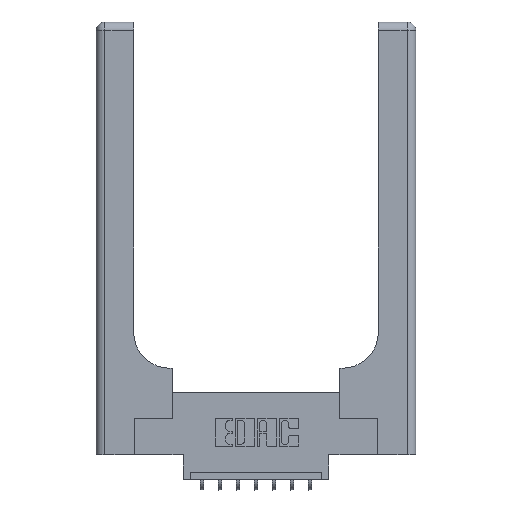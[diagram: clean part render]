
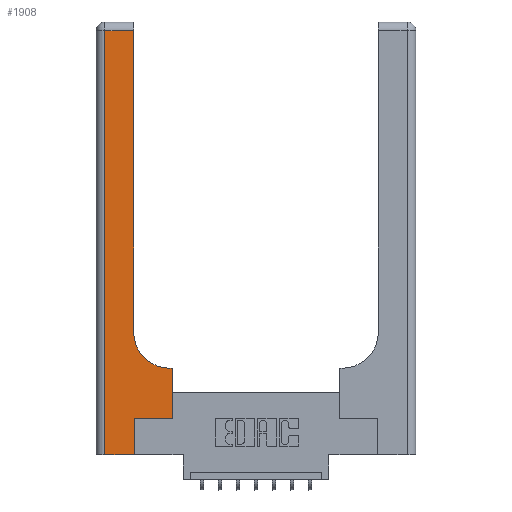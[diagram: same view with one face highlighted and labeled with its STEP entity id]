
A CAD part, top view. The second image highlights one B-rep face of the part: STEP entity #1908.
In plain terms, the highlighted planar face has unit normal (0, 0, 1).
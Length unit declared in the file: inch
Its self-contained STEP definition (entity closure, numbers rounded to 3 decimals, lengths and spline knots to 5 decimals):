
#36 = FACE_OUTER_BOUND ( 'NONE', #4059, .T. ) ;
#422 = ORIENTED_EDGE ( 'NONE', *, *, #10331, .T. ) ;
#428 = CARTESIAN_POINT ( 'NONE',  ( 0.51, 0.6, 0.37 ) ) ;
#536 = VECTOR ( 'NONE', #9056, 39.37008 ) ;
#666 = CARTESIAN_POINT ( 'NONE',  ( 0.265, 0., 0.37 ) ) ;
#696 = ORIENTED_EDGE ( 'NONE', *, *, #3134, .T. ) ;
#954 = CARTESIAN_POINT ( 'NONE',  ( 0., 3., 0.37 ) ) ;
#973 = CARTESIAN_POINT ( 'NONE',  ( 0.528, 0.25, 0.37 ) ) ;
#1376 = CARTESIAN_POINT ( 'NONE',  ( 0., 2.94, 0.37 ) ) ;
#1794 = VERTEX_POINT ( 'NONE', #11960 ) ;
#1874 = CARTESIAN_POINT ( 'NONE',  ( 0.51, 0.85, 0.37 ) ) ;
#1899 = VERTEX_POINT ( 'NONE', #3059 ) ;
#1908 = ADVANCED_FACE ( 'NONE', ( #36 ), #14423, .F. ) ;
#2337 = CARTESIAN_POINT ( 'NONE',  ( 0.06, 3., 0.37 ) ) ;
#2514 = VECTOR ( 'NONE', #7905, 39.37008 ) ;
#2555 = DIRECTION ( 'NONE',  ( -1., 0., 0. ) ) ;
#2571 = CARTESIAN_POINT ( 'NONE',  ( 0.26, 2.94, 0.37 ) ) ;
#2930 = EDGE_CURVE ( 'NONE', #5478, #8092, #9411, .T. ) ;
#3054 = DIRECTION ( 'NONE',  ( 1., 0., 0. ) ) ;
#3059 = CARTESIAN_POINT ( 'NONE',  ( 0.528, 0.25, 0.37 ) ) ;
#3134 = EDGE_CURVE ( 'NONE', #8092, #13078, #7341, .T. ) ;
#3192 = ORIENTED_EDGE ( 'NONE', *, *, #8450, .T. ) ;
#3444 = ORIENTED_EDGE ( 'NONE', *, *, #3593, .T. ) ;
#3488 = VECTOR ( 'NONE', #5134, 39.37008 ) ;
#3593 = EDGE_CURVE ( 'NONE', #13411, #11442, #7669, .T. ) ;
#3898 = VECTOR ( 'NONE', #5585, 39.37008 ) ;
#4033 = VERTEX_POINT ( 'NONE', #2571 ) ;
#4059 = EDGE_LOOP ( 'NONE', ( #422, #10320, #3192, #8273, #696, #13956, #9178, #9018, #3444 ) ) ;
#4261 = LINE ( 'NONE', #973, #3898 ) ;
#4728 = VECTOR ( 'NONE', #12090, 39.37008 ) ;
#5134 = DIRECTION ( 'NONE',  ( 1., 0., 0. ) ) ;
#5478 = VERTEX_POINT ( 'NONE', #10727 ) ;
#5527 = CARTESIAN_POINT ( 'NONE',  ( 0.265, 0.25, 0.37 ) ) ;
#5585 = DIRECTION ( 'NONE',  ( 0., 1., 0. ) ) ;
#6299 = AXIS2_PLACEMENT_3D ( 'NONE', #1874, #9747, #3054 ) ;
#6425 = DIRECTION ( 'NONE',  ( 0., 0., -1. ) ) ;
#6792 = VERTEX_POINT ( 'NONE', #9792 ) ;
#6827 = CARTESIAN_POINT ( 'NONE',  ( 0.265, 0.25, 0.37 ) ) ;
#6951 = AXIS2_PLACEMENT_3D ( 'NONE', #954, #6425, #10630 ) ;
#6996 = VECTOR ( 'NONE', #2555, 39.37008 ) ;
#7341 = LINE ( 'NONE', #10996, #4728 ) ;
#7669 = CIRCLE ( 'NONE', #6299, 0.25 ) ;
#7905 = DIRECTION ( 'NONE',  ( 1., 0., 0. ) ) ;
#7907 = EDGE_CURVE ( 'NONE', #4033, #1794, #12811, .T. ) ;
#8092 = VERTEX_POINT ( 'NONE', #666 ) ;
#8273 = ORIENTED_EDGE ( 'NONE', *, *, #2930, .T. ) ;
#8450 = EDGE_CURVE ( 'NONE', #1794, #5478, #12459, .T. ) ;
#9018 = ORIENTED_EDGE ( 'NONE', *, *, #14159, .T. ) ;
#9056 = DIRECTION ( 'NONE',  ( 0., -1., 0. ) ) ;
#9178 = ORIENTED_EDGE ( 'NONE', *, *, #11856, .T. ) ;
#9201 = CARTESIAN_POINT ( 'NONE',  ( 0.26, 3., 0.37 ) ) ;
#9411 = LINE ( 'NONE', #13922, #3488 ) ;
#9714 = CARTESIAN_POINT ( 'NONE',  ( 0.26, 0.6, 0.37 ) ) ;
#9747 = DIRECTION ( 'NONE',  ( 0., 0., -1. ) ) ;
#9792 = CARTESIAN_POINT ( 'NONE',  ( 0.528, 0.6, 0.37 ) ) ;
#9864 = VECTOR ( 'NONE', #12508, 39.37008 ) ;
#10320 = ORIENTED_EDGE ( 'NONE', *, *, #7907, .T. ) ;
#10331 = EDGE_CURVE ( 'NONE', #11442, #4033, #12745, .T. ) ;
#10564 = VECTOR ( 'NONE', #12996, 39.37008 ) ;
#10630 = DIRECTION ( 'NONE',  ( -1., 0., 0. ) ) ;
#10727 = CARTESIAN_POINT ( 'NONE',  ( 0.06, 0., 0.37 ) ) ;
#10996 = CARTESIAN_POINT ( 'NONE',  ( 0.265, 0., 0.37 ) ) ;
#11245 = LINE ( 'NONE', #9714, #10564 ) ;
#11442 = VERTEX_POINT ( 'NONE', #12430 ) ;
#11856 = EDGE_CURVE ( 'NONE', #1899, #6792, #4261, .T. ) ;
#11960 = CARTESIAN_POINT ( 'NONE',  ( 0.06, 2.94, 0.37 ) ) ;
#12090 = DIRECTION ( 'NONE',  ( 0., 1., 0. ) ) ;
#12430 = CARTESIAN_POINT ( 'NONE',  ( 0.26, 0.85, 0.37 ) ) ;
#12459 = LINE ( 'NONE', #2337, #536 ) ;
#12508 = DIRECTION ( 'NONE',  ( 0., 1., 0. ) ) ;
#12745 = LINE ( 'NONE', #9201, #9864 ) ;
#12811 = LINE ( 'NONE', #1376, #6996 ) ;
#12996 = DIRECTION ( 'NONE',  ( -1., 0., 0. ) ) ;
#13078 = VERTEX_POINT ( 'NONE', #5527 ) ;
#13411 = VERTEX_POINT ( 'NONE', #428 ) ;
#13922 = CARTESIAN_POINT ( 'NONE',  ( 0., 0., 0.37 ) ) ;
#13952 = LINE ( 'NONE', #6827, #2514 ) ;
#13956 = ORIENTED_EDGE ( 'NONE', *, *, #14394, .T. ) ;
#14159 = EDGE_CURVE ( 'NONE', #6792, #13411, #11245, .T. ) ;
#14394 = EDGE_CURVE ( 'NONE', #13078, #1899, #13952, .T. ) ;
#14423 = PLANE ( 'NONE',  #6951 ) ;
